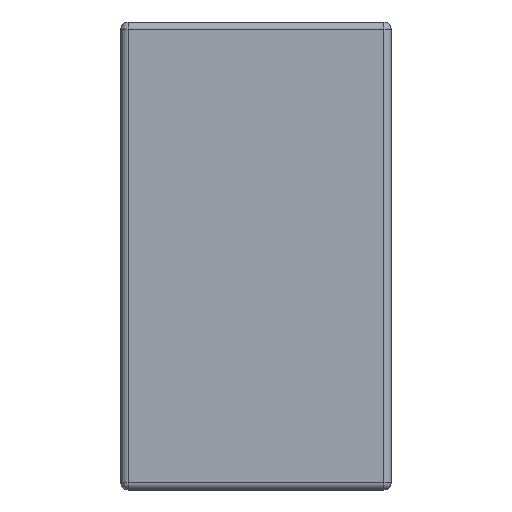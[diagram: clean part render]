
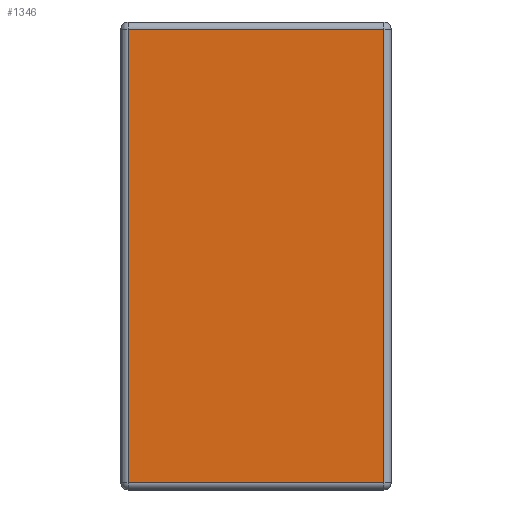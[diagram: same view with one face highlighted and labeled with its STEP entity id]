
A CAD part, left-side view. The second image highlights one B-rep face of the part: STEP entity #1346.
In plain terms, the highlighted planar face has unit normal (-1, 0, 0).
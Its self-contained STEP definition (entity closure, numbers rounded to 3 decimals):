
#3 = ORIENTED_EDGE ( 'NONE', *, *, #1509, .T. ) ;
#47 = LINE ( 'NONE', #1550, #897 ) ;
#92 = LINE ( 'NONE', #477, #852 ) ;
#209 = ORIENTED_EDGE ( 'NONE', *, *, #1520, .T. ) ;
#310 = LINE ( 'NONE', #1266, #1414 ) ;
#328 = CARTESIAN_POINT ( 'NONE',  ( -12.75, 7.05, -0.2 ) ) ;
#368 = ORIENTED_EDGE ( 'NONE', *, *, #547, .T. ) ;
#375 = CARTESIAN_POINT ( 'NONE',  ( -12.75, 7.05, 0. ) ) ;
#378 = DIRECTION ( 'NONE',  ( 0., -1., 0. ) ) ;
#477 = CARTESIAN_POINT ( 'NONE',  ( -12.75, 7.25, -0.2 ) ) ;
#510 = DIRECTION ( 'NONE',  ( 0., 0., -1. ) ) ;
#528 = VERTEX_POINT ( 'NONE', #328 ) ;
#547 = EDGE_CURVE ( 'NONE', #575, #528, #92, .T. ) ;
#575 = VERTEX_POINT ( 'NONE', #1822 ) ;
#602 = PLANE ( 'NONE',  #1464 ) ;
#622 = EDGE_CURVE ( 'NONE', #1175, #575, #47, .T. ) ;
#627 = DIRECTION ( 'NONE',  ( 0., 1., 0. ) ) ;
#744 = DIRECTION ( 'NONE',  ( -1., 0., 0. ) ) ;
#852 = VECTOR ( 'NONE', #627, 1000. ) ;
#897 = VECTOR ( 'NONE', #1703, 1000. ) ;
#962 = LINE ( 'NONE', #375, #1020 ) ;
#1020 = VECTOR ( 'NONE', #510, 1000. ) ;
#1026 = CARTESIAN_POINT ( 'NONE',  ( -12.75, 7.25, 0. ) ) ;
#1145 = CARTESIAN_POINT ( 'NONE',  ( -12.75, 0.2, -12.35 ) ) ;
#1175 = VERTEX_POINT ( 'NONE', #1145 ) ;
#1251 = FACE_OUTER_BOUND ( 'NONE', #1911, .T. ) ;
#1266 = CARTESIAN_POINT ( 'NONE',  ( -12.75, 7.25, -12.35 ) ) ;
#1317 = CARTESIAN_POINT ( 'NONE',  ( -12.75, 7.05, -12.35 ) ) ;
#1346 = ADVANCED_FACE ( 'NONE', ( #1251 ), #602, .T. ) ;
#1414 = VECTOR ( 'NONE', #378, 1000. ) ;
#1464 = AXIS2_PLACEMENT_3D ( 'NONE', #1026, #744, #1796 ) ;
#1509 = EDGE_CURVE ( 'NONE', #528, #1630, #962, .T. ) ;
#1520 = EDGE_CURVE ( 'NONE', #1630, #1175, #310, .T. ) ;
#1550 = CARTESIAN_POINT ( 'NONE',  ( -12.75, 0.2, 0. ) ) ;
#1630 = VERTEX_POINT ( 'NONE', #1317 ) ;
#1703 = DIRECTION ( 'NONE',  ( 0., 0., 1. ) ) ;
#1768 = ORIENTED_EDGE ( 'NONE', *, *, #622, .T. ) ;
#1796 = DIRECTION ( 'NONE',  ( 0., 0., 1. ) ) ;
#1822 = CARTESIAN_POINT ( 'NONE',  ( -12.75, 0.2, -0.2 ) ) ;
#1911 = EDGE_LOOP ( 'NONE', ( #368, #3, #209, #1768 ) ) ;
